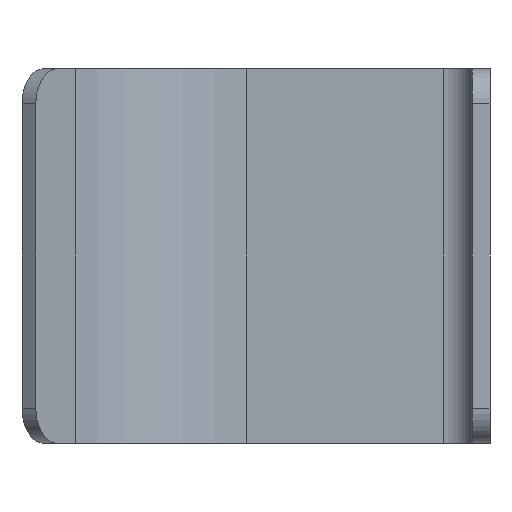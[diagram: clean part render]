
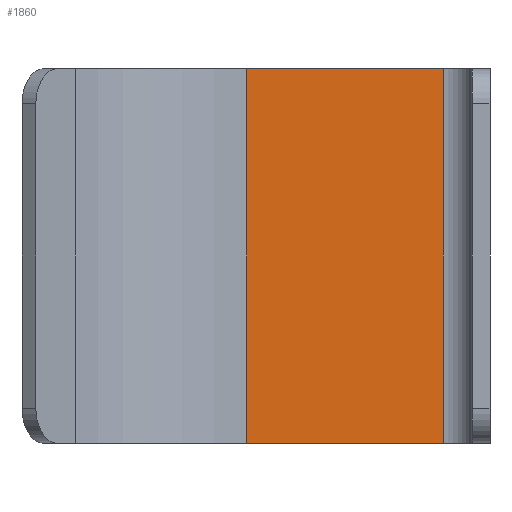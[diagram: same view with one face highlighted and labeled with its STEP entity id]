
A CAD part, front view. The second image highlights one B-rep face of the part: STEP entity #1860.
In plain terms, the highlighted planar face has unit normal (0, -1, 0).
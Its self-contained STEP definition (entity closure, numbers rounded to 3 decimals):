
#1470=CARTESIAN_POINT('',(38.5,18.5,0.));
#1480=DIRECTION('',(0.,1.,0.));
#1490=DIRECTION('',(1.,0.,0.));
#1500=AXIS2_PLACEMENT_3D('',#1470,#1480,#1490);
#1510=PLANE('',#1500);
#1520=CARTESIAN_POINT('',(0.,18.5,-96.));
#1530=DIRECTION('',(-1.,0.,0.));
#1540=VECTOR('',#1530,1.);
#1550=LINE('',#1520,#1540);
#1560=CARTESIAN_POINT('',(36.,18.5,-96.));
#1570=VERTEX_POINT('',#1560);
#1580=CARTESIAN_POINT('',(19.191,18.5,-96.));
#1590=VERTEX_POINT('',#1580);
#1600=EDGE_CURVE('',#1570,#1590,#1550,.T.);
#1610=ORIENTED_EDGE('',*,*,#1600,.F.);
#1620=CARTESIAN_POINT('',(19.191,18.5,0.));
#1630=DIRECTION('',(0.,0.,1.));
#1640=VECTOR('',#1630,1.);
#1650=LINE('',#1620,#1640);
#1660=CARTESIAN_POINT('',(19.191,18.5,-64.));
#1670=VERTEX_POINT('',#1660);
#1680=EDGE_CURVE('',#1590,#1670,#1650,.T.);
#1690=ORIENTED_EDGE('',*,*,#1680,.F.);
#1700=CARTESIAN_POINT('',(0.,18.5,-64.));
#1710=DIRECTION('',(-1.,0.,0.));
#1720=VECTOR('',#1710,1.);
#1730=LINE('',#1700,#1720);
#1740=CARTESIAN_POINT('',(36.,18.5,-64.));
#1750=VERTEX_POINT('',#1740);
#1760=EDGE_CURVE('',#1750,#1670,#1730,.T.);
#1770=ORIENTED_EDGE('',*,*,#1760,.T.);
#1780=CARTESIAN_POINT('',(36.,18.5,0.));
#1790=DIRECTION('',(0.,0.,-1.));
#1800=VECTOR('',#1790,1.);
#1810=LINE('',#1780,#1800);
#1820=EDGE_CURVE('',#1750,#1570,#1810,.T.);
#1830=ORIENTED_EDGE('',*,*,#1820,.F.);
#1840=EDGE_LOOP('',(#1830,#1770,#1690,#1610));
#1850=FACE_OUTER_BOUND('',#1840,.T.);
#1860=ADVANCED_FACE('',(#1850),#1510,.F.);
